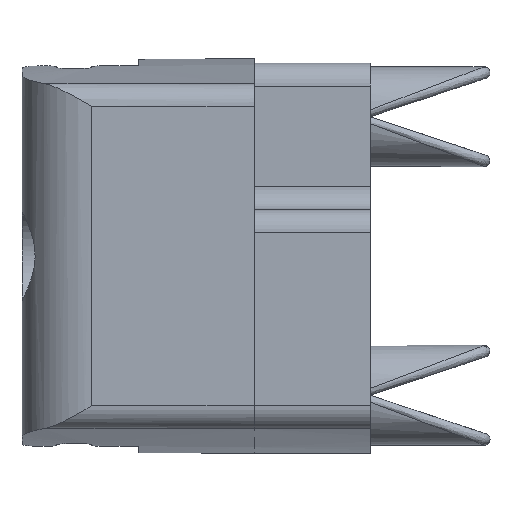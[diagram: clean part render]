
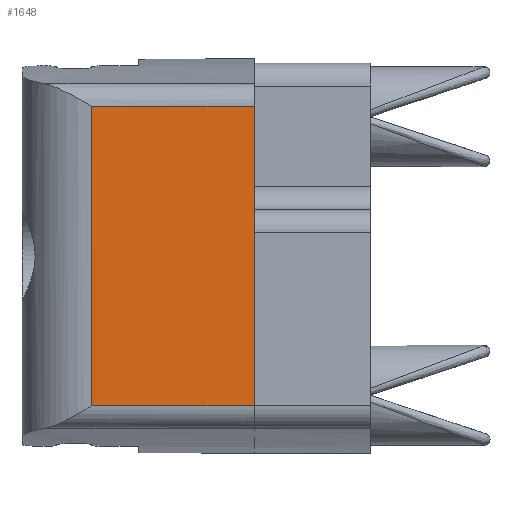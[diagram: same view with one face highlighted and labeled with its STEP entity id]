
A CAD part, left-side view. The second image highlights one B-rep face of the part: STEP entity #1648.
In plain terms, the highlighted planar face has unit normal (-1, 0, 0).
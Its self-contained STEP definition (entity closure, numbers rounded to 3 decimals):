
#132=PLANE('',#1822);
#218=FACE_OUTER_BOUND('',#314,.T.);
#314=EDGE_LOOP('',(#1457,#1458,#1459,#1460));
#432=LINE('',#4299,#541);
#433=LINE('',#4310,#542);
#434=LINE('',#4314,#543);
#435=LINE('',#4315,#544);
#541=VECTOR('',#2229,10.);
#542=VECTOR('',#2232,10.);
#543=VECTOR('',#2237,10.);
#544=VECTOR('',#2238,10.);
#772=VERTEX_POINT('',#4289);
#773=VERTEX_POINT('',#4298);
#774=VERTEX_POINT('',#4309);
#775=VERTEX_POINT('',#4313);
#1011=EDGE_CURVE('',#772,#773,#432,.T.);
#1013=EDGE_CURVE('',#773,#774,#433,.T.);
#1015=EDGE_CURVE('',#775,#772,#434,.T.);
#1016=EDGE_CURVE('',#774,#775,#435,.T.);
#1457=ORIENTED_EDGE('',*,*,#1011,.F.);
#1458=ORIENTED_EDGE('',*,*,#1015,.F.);
#1459=ORIENTED_EDGE('',*,*,#1016,.F.);
#1460=ORIENTED_EDGE('',*,*,#1013,.F.);
#1648=ADVANCED_FACE('',(#218),#132,.T.);
#1822=AXIS2_PLACEMENT_3D('',#4312,#2235,#2236);
#2229=DIRECTION('',(0.,0.,1.));
#2232=DIRECTION('',(0.,-1.,0.));
#2235=DIRECTION('center_axis',(-1.,0.,0.));
#2236=DIRECTION('ref_axis',(0.,0.,1.));
#2237=DIRECTION('',(0.,1.,0.));
#2238=DIRECTION('',(0.,0.,-1.));
#4289=CARTESIAN_POINT('',(0.,12.,-13.458));
#4298=CARTESIAN_POINT('',(0.,12.,-0.554));
#4299=CARTESIAN_POINT('',(0.,12.,-9.963));
#4309=CARTESIAN_POINT('',(0.,5.,-0.554));
#4310=CARTESIAN_POINT('',(0.,8.752,-0.554));
#4312=CARTESIAN_POINT('Origin',(0.,0.,-14.));
#4313=CARTESIAN_POINT('',(0.,5.,-13.458));
#4314=CARTESIAN_POINT('',(0.,6.253,-13.458));
#4315=CARTESIAN_POINT('',(0.,5.,-10.5));
